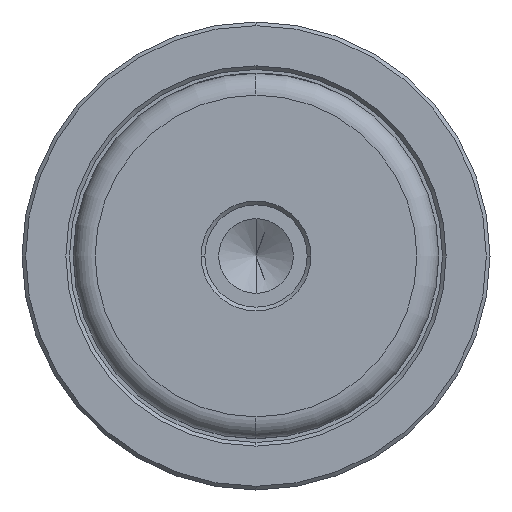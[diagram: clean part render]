
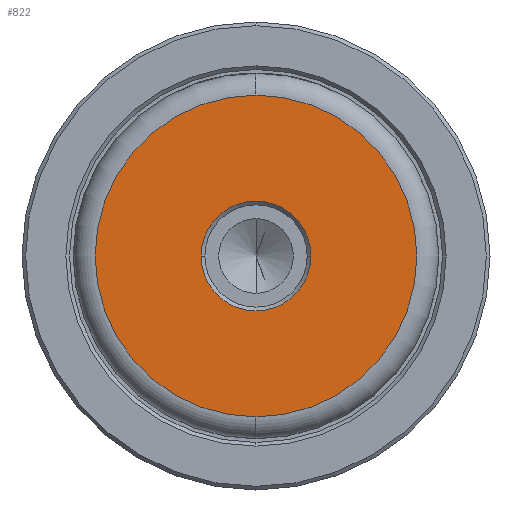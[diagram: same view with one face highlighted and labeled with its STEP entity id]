
A CAD part, left-side view. The second image highlights one B-rep face of the part: STEP entity #822.
In plain terms, the highlighted planar face has unit normal (-1, 0, 0).
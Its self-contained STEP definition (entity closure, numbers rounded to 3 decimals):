
#179 = AXIS2_PLACEMENT_3D ( 'NONE', #835, #2290, #1044 ) ;
#232 = CIRCLE ( 'NONE', #2398, 21.997 ) ;
#251 = EDGE_LOOP ( 'NONE', ( #1877, #334 ) ) ;
#331 = DIRECTION ( 'NONE',  ( -1., 0., 0. ) ) ;
#334 = ORIENTED_EDGE ( 'NONE', *, *, #1117, .T. ) ;
#509 = CARTESIAN_POINT ( 'NONE',  ( 0., 0., 21.997 ) ) ;
#552 = DIRECTION ( 'NONE',  ( 0., 0., 1. ) ) ;
#578 = CARTESIAN_POINT ( 'NONE',  ( 0., 0., 0. ) ) ;
#593 = CIRCLE ( 'NONE', #179, 7.5 ) ;
#605 = AXIS2_PLACEMENT_3D ( 'NONE', #1363, #1793, #552 ) ;
#673 = CIRCLE ( 'NONE', #2427, 21.997 ) ;
#774 = DIRECTION ( 'NONE',  ( 0., 0., 1. ) ) ;
#795 = VERTEX_POINT ( 'NONE', #1976 ) ;
#822 = ADVANCED_FACE ( 'NONE', ( #2480, #1378 ), #1160, .T. ) ;
#835 = CARTESIAN_POINT ( 'NONE',  ( 0., 0., 0. ) ) ;
#882 = DIRECTION ( 'NONE',  ( -1., 0., 0. ) ) ;
#1027 = EDGE_CURVE ( 'NONE', #2286, #795, #593, .T. ) ;
#1044 = DIRECTION ( 'NONE',  ( 0., 0., 1. ) ) ;
#1102 = CARTESIAN_POINT ( 'NONE',  ( 0., 0., -21.997 ) ) ;
#1117 = EDGE_CURVE ( 'NONE', #2383, #2457, #232, .T. ) ;
#1160 = PLANE ( 'NONE',  #605 ) ;
#1356 = ORIENTED_EDGE ( 'NONE', *, *, #1027, .T. ) ;
#1363 = CARTESIAN_POINT ( 'NONE',  ( 0., 0., 0. ) ) ;
#1373 = CIRCLE ( 'NONE', #1424, 7.5 ) ;
#1378 = FACE_OUTER_BOUND ( 'NONE', #251, .T. ) ;
#1424 = AXIS2_PLACEMENT_3D ( 'NONE', #578, #2008, #774 ) ;
#1534 = CARTESIAN_POINT ( 'NONE',  ( 0., 0., 0. ) ) ;
#1573 = CARTESIAN_POINT ( 'NONE',  ( 0., -7.5, 0. ) ) ;
#1581 = EDGE_CURVE ( 'NONE', #2457, #2383, #673, .T. ) ;
#1751 = DIRECTION ( 'NONE',  ( 0., 0., 1. ) ) ;
#1793 = DIRECTION ( 'NONE',  ( -1., 0., 0. ) ) ;
#1877 = ORIENTED_EDGE ( 'NONE', *, *, #1581, .T. ) ;
#1976 = CARTESIAN_POINT ( 'NONE',  ( 0., 7.5, 0. ) ) ;
#2008 = DIRECTION ( 'NONE',  ( 1., 0., 0. ) ) ;
#2013 = ORIENTED_EDGE ( 'NONE', *, *, #2558, .T. ) ;
#2038 = EDGE_LOOP ( 'NONE', ( #1356, #2013 ) ) ;
#2125 = CARTESIAN_POINT ( 'NONE',  ( 0., 0., 0. ) ) ;
#2286 = VERTEX_POINT ( 'NONE', #1573 ) ;
#2290 = DIRECTION ( 'NONE',  ( 1., 0., 0. ) ) ;
#2337 = DIRECTION ( 'NONE',  ( 0., 0., 1. ) ) ;
#2383 = VERTEX_POINT ( 'NONE', #1102 ) ;
#2398 = AXIS2_PLACEMENT_3D ( 'NONE', #1534, #331, #1751 ) ;
#2427 = AXIS2_PLACEMENT_3D ( 'NONE', #2125, #882, #2337 ) ;
#2457 = VERTEX_POINT ( 'NONE', #509 ) ;
#2480 = FACE_BOUND ( 'NONE', #2038, .T. ) ;
#2558 = EDGE_CURVE ( 'NONE', #795, #2286, #1373, .T. ) ;
